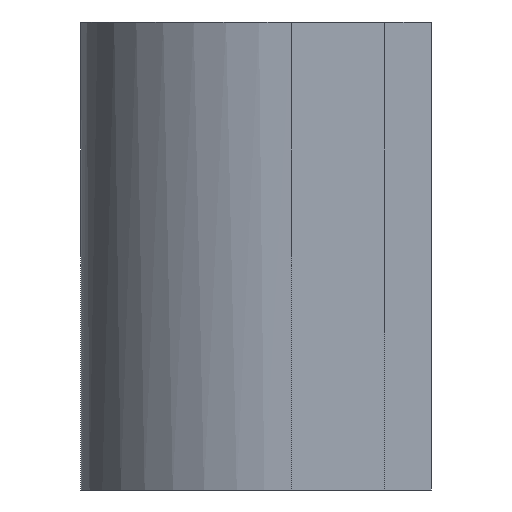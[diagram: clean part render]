
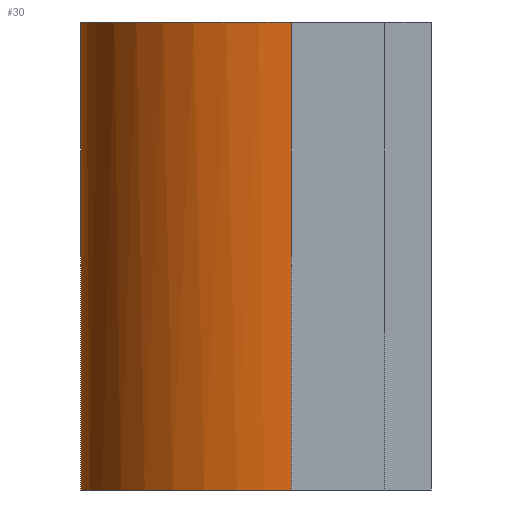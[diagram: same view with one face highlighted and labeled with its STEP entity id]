
A CAD part, left-side view. The second image highlights one B-rep face of the part: STEP entity #30.
In plain terms, the highlighted free-form (B-spline) face has degree [2, 1] with [9, 2] control points.
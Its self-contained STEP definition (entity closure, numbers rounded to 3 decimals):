
#30=ADVANCED_FACE('',(#48),#301,.T.);
#48=FACE_OUTER_BOUND('',#68,.T.);
#68=EDGE_LOOP('',(#149,#150,#151,#152));
#149=ORIENTED_EDGE('',*,*,#189,.T.);
#150=ORIENTED_EDGE('',*,*,#204,.T.);
#151=ORIENTED_EDGE('',*,*,#175,.F.);
#152=ORIENTED_EDGE('',*,*,#205,.T.);
#175=EDGE_CURVE('',#280,#281,#235,.T.);
#189=EDGE_CURVE('',#272,#294,#249,.T.);
#204=EDGE_CURVE('',#294,#281,#225,.T.);
#205=EDGE_CURVE('',#280,#272,#226,.T.);
#225=(
BOUNDED_CURVE()
B_SPLINE_CURVE(2,(#604,#605,#606,#607,#608),.UNSPECIFIED.,.F.,.F.)
B_SPLINE_CURVE_WITH_KNOTS((3,2,3),(0.,13.823,27.646),
 .UNSPECIFIED.)
CURVE()
GEOMETRIC_REPRESENTATION_ITEM()
RATIONAL_B_SPLINE_CURVE((1.,0.719,1.,0.719,1.))
REPRESENTATION_ITEM('')
);
#226=(
BOUNDED_CURVE()
B_SPLINE_CURVE(2,(#609,#610,#611,#612,#613),.UNSPECIFIED.,.F.,.F.)
B_SPLINE_CURVE_WITH_KNOTS((3,2,3),(-27.646,-13.823,
0.),.UNSPECIFIED.)
CURVE()
GEOMETRIC_REPRESENTATION_ITEM()
RATIONAL_B_SPLINE_CURVE((1.,0.719,1.,0.719,1.))
REPRESENTATION_ITEM('')
);
#235=B_SPLINE_CURVE_WITH_KNOTS('',1,(#536,#537),.UNSPECIFIED.,.F.,.F.,(2,
2),(-20.,0.),.UNSPECIFIED.);
#249=B_SPLINE_CURVE_WITH_KNOTS('',1,(#566,#567),.UNSPECIFIED.,.F.,.F.,(2,
2),(-20.,0.),.UNSPECIFIED.);
#272=VERTEX_POINT('',#497);
#280=VERTEX_POINT('',#505);
#281=VERTEX_POINT('',#506);
#294=VERTEX_POINT('',#519);
#301=(
BOUNDED_SURFACE()
B_SPLINE_SURFACE(2,1,((#451,#452),(#453,#454),(#455,#456),(#457,#458),(#459,
#460),(#461,#462),(#463,#464),(#465,#466),(#467,#468)),.UNSPECIFIED.,.T.,
 .F.,.F.)
B_SPLINE_SURFACE_WITH_KNOTS((3,2,2,2,3),(2,2),(0.,1.571,3.142,
4.712,6.283),(0.,24.002),.UNSPECIFIED.)
GEOMETRIC_REPRESENTATION_ITEM()
RATIONAL_B_SPLINE_SURFACE(((1.,1.),(0.707,0.707),
(1.,1.),(0.707,0.707),(1.,1.),(0.707,
0.707),(1.,1.),(0.707,0.707),(1.,1.)))
REPRESENTATION_ITEM('')
SURFACE()
);
#451=CARTESIAN_POINT('',(9.,0.,-12.001));
#452=CARTESIAN_POINT('',(9.,0.,12.001));
#453=CARTESIAN_POINT('',(9.,9.,-12.001));
#454=CARTESIAN_POINT('',(9.,9.,12.001));
#455=CARTESIAN_POINT('',(0.,9.,-12.001));
#456=CARTESIAN_POINT('',(0.,9.,12.001));
#457=CARTESIAN_POINT('',(-9.,9.,-12.001));
#458=CARTESIAN_POINT('',(-9.,9.,12.001));
#459=CARTESIAN_POINT('',(-9.,0.,-12.001));
#460=CARTESIAN_POINT('',(-9.,0.,12.001));
#461=CARTESIAN_POINT('',(-9.,-9.,-12.001));
#462=CARTESIAN_POINT('',(-9.,-9.,12.001));
#463=CARTESIAN_POINT('',(0.,-9.,-12.001));
#464=CARTESIAN_POINT('',(0.,-9.,12.001));
#465=CARTESIAN_POINT('',(9.,-9.,-12.001));
#466=CARTESIAN_POINT('',(9.,-9.,12.001));
#467=CARTESIAN_POINT('',(9.,0.,-12.001));
#468=CARTESIAN_POINT('',(9.,0.,12.001));
#497=CARTESIAN_POINT('',(8.978,0.628,10.));
#505=CARTESIAN_POINT('',(-9.,0.,10.));
#506=CARTESIAN_POINT('',(-9.,0.,-10.));
#519=CARTESIAN_POINT('',(8.978,0.628,-10.));
#536=CARTESIAN_POINT('',(-9.,0.,10.));
#537=CARTESIAN_POINT('',(-9.,0.,-10.));
#566=CARTESIAN_POINT('',(8.978,0.628,10.));
#567=CARTESIAN_POINT('',(8.978,0.628,-10.));
#604=CARTESIAN_POINT('',(8.978,0.628,-10.));
#605=CARTESIAN_POINT('',(8.372,9.298,-10.));
#606=CARTESIAN_POINT('',(-0.314,8.995,-10.));
#607=CARTESIAN_POINT('',(-9.,8.691,-10.));
#608=CARTESIAN_POINT('',(-9.,0.,-10.));
#609=CARTESIAN_POINT('',(-9.,0.,10.));
#610=CARTESIAN_POINT('',(-9.,8.691,10.));
#611=CARTESIAN_POINT('',(-0.314,8.995,10.));
#612=CARTESIAN_POINT('',(8.372,9.298,10.));
#613=CARTESIAN_POINT('',(8.978,0.628,10.));
